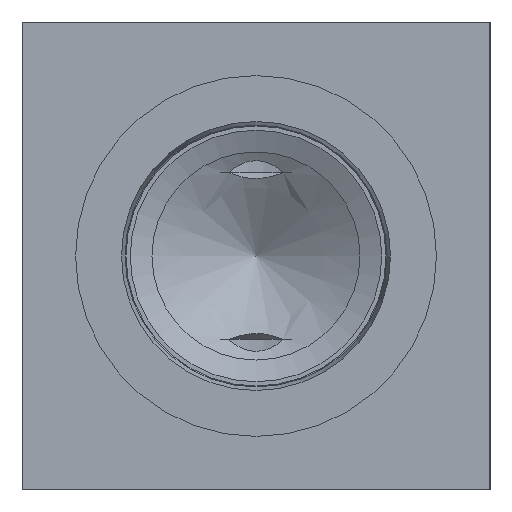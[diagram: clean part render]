
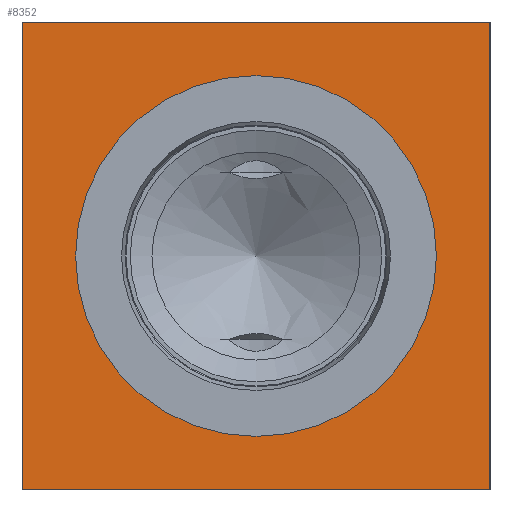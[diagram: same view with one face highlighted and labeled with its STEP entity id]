
A CAD part, left-side view. The second image highlights one B-rep face of the part: STEP entity #8352.
In plain terms, the highlighted planar face has unit normal (-1, 0, 0).
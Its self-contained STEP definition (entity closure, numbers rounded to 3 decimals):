
#256=CIRCLE('',#8850,44.069);
#257=CIRCLE('',#8851,44.069);
#318=FACE_BOUND('',#1530,.T.);
#1053=FACE_OUTER_BOUND('',#1529,.T.);
#1529=EDGE_LOOP('',(#7332,#7333,#7334,#7335));
#1530=EDGE_LOOP('',(#7336,#7337));
#1861=LINE('',#12822,#2642);
#2319=LINE('',#14384,#3100);
#2320=LINE('',#14385,#3101);
#2321=LINE('',#14386,#3102);
#2642=VECTOR('',#9357,10.);
#3100=VECTOR('',#10631,10.);
#3101=VECTOR('',#10632,10.);
#3102=VECTOR('',#10633,10.);
#3436=VERTEX_POINT('',#12815);
#3439=VERTEX_POINT('',#12820);
#3876=VERTEX_POINT('',#14353);
#3877=VERTEX_POINT('',#14354);
#3886=VERTEX_POINT('',#14382);
#3887=VERTEX_POINT('',#14383);
#4385=EDGE_CURVE('',#3439,#3436,#1861,.T.);
#5029=EDGE_CURVE('',#3876,#3877,#256,.T.);
#5030=EDGE_CURVE('',#3877,#3876,#257,.T.);
#5043=EDGE_CURVE('',#3886,#3887,#2319,.T.);
#5044=EDGE_CURVE('',#3887,#3436,#2320,.T.);
#5045=EDGE_CURVE('',#3886,#3439,#2321,.T.);
#7332=ORIENTED_EDGE('',*,*,#5043,.T.);
#7333=ORIENTED_EDGE('',*,*,#5044,.T.);
#7334=ORIENTED_EDGE('',*,*,#4385,.F.);
#7335=ORIENTED_EDGE('',*,*,#5045,.F.);
#7336=ORIENTED_EDGE('',*,*,#5029,.T.);
#7337=ORIENTED_EDGE('',*,*,#5030,.T.);
#7613=PLANE('',#8864);
#8352=ADVANCED_FACE('',(#1053,#318),#7613,.T.);
#8850=AXIS2_PLACEMENT_3D('',#14355,#10597,#10598);
#8851=AXIS2_PLACEMENT_3D('',#14356,#10599,#10600);
#8864=AXIS2_PLACEMENT_3D('',#14381,#10629,#10630);
#9357=DIRECTION('',(0.,-1.,0.));
#10597=DIRECTION('center_axis',(1.,0.,0.));
#10598=DIRECTION('ref_axis',(0.,0.,1.));
#10599=DIRECTION('center_axis',(1.,0.,0.));
#10600=DIRECTION('ref_axis',(0.,0.,1.));
#10629=DIRECTION('center_axis',(-1.,0.,0.));
#10630=DIRECTION('ref_axis',(0.,-1.,0.));
#10631=DIRECTION('',(0.,-1.,0.));
#10632=DIRECTION('',(0.,0.,1.));
#10633=DIRECTION('',(0.,0.,1.));
#12815=CARTESIAN_POINT('',(0.,0.,114.3));
#12820=CARTESIAN_POINT('',(0.,114.3,114.3));
#12822=CARTESIAN_POINT('',(0.,114.3,114.3));
#14353=CARTESIAN_POINT('',(0.,57.15,101.219));
#14354=CARTESIAN_POINT('',(0.,57.15,13.081));
#14355=CARTESIAN_POINT('Origin',(0.,57.15,57.15));
#14356=CARTESIAN_POINT('Origin',(0.,57.15,57.15));
#14381=CARTESIAN_POINT('Origin',(0.,114.3,0.));
#14382=CARTESIAN_POINT('',(0.,114.3,0.));
#14383=CARTESIAN_POINT('',(0.,0.,0.));
#14384=CARTESIAN_POINT('',(0.,114.3,0.));
#14385=CARTESIAN_POINT('',(0.,0.,0.));
#14386=CARTESIAN_POINT('',(0.,114.3,0.));
